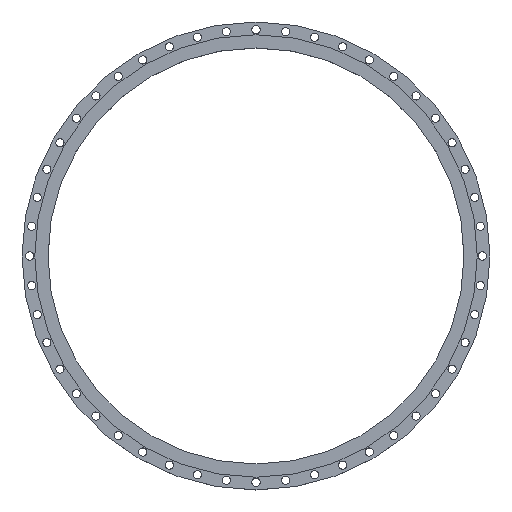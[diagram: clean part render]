
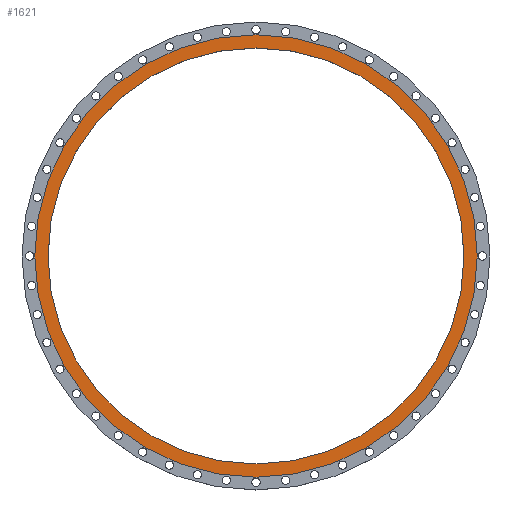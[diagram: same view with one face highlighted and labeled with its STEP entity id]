
A CAD part, top view. The second image highlights one B-rep face of the part: STEP entity #1621.
In plain terms, the highlighted planar face has unit normal (0, 0, 1).
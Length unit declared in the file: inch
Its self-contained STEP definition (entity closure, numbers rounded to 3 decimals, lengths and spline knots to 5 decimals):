
#141 = CARTESIAN_POINT ( 'NONE',  ( 0., 25.5, 0. ) ) ;
#177 = CARTESIAN_POINT ( 'NONE',  ( 27.125, 0., 0. ) ) ;
#203 = ORIENTED_EDGE ( 'NONE', *, *, #3409, .F. ) ;
#300 = DIRECTION ( 'NONE',  ( 0., 0., 1. ) ) ;
#346 = AXIS2_PLACEMENT_3D ( 'NONE', #1776, #840, #2078 ) ;
#456 = EDGE_LOOP ( 'NONE', ( #2203, #203 ) ) ;
#515 = EDGE_LOOP ( 'NONE', ( #2470, #890 ) ) ;
#607 = CARTESIAN_POINT ( 'NONE',  ( 0., 0., 0. ) ) ;
#745 = AXIS2_PLACEMENT_3D ( 'NONE', #1038, #2285, #3533 ) ;
#840 = DIRECTION ( 'NONE',  ( 0., 0., 1. ) ) ;
#887 = CIRCLE ( 'NONE', #3753, 27.125 ) ;
#890 = ORIENTED_EDGE ( 'NONE', *, *, #3715, .T. ) ;
#964 = DIRECTION ( 'NONE',  ( 1., 0., 0. ) ) ;
#1038 = CARTESIAN_POINT ( 'NONE',  ( 0., 0., 0. ) ) ;
#1190 = VERTEX_POINT ( 'NONE', #1797 ) ;
#1272 = CARTESIAN_POINT ( 'NONE',  ( 0., 0., 0. ) ) ;
#1621 = ADVANCED_FACE ( 'NONE', ( #3250, #2626 ), #2954, .F. ) ;
#1663 = EDGE_CURVE ( 'NONE', #2442, #1190, #2314, .T. ) ;
#1776 = CARTESIAN_POINT ( 'NONE',  ( 0., 0., 0. ) ) ;
#1797 = CARTESIAN_POINT ( 'NONE',  ( -25.5, 0., 0. ) ) ;
#1936 = CARTESIAN_POINT ( 'NONE',  ( -27.125, 0., 0. ) ) ;
#1971 = CARTESIAN_POINT ( 'NONE',  ( 25.5, 0., 0. ) ) ;
#2078 = DIRECTION ( 'NONE',  ( 1., 0., 0. ) ) ;
#2178 = VERTEX_POINT ( 'NONE', #177 ) ;
#2203 = ORIENTED_EDGE ( 'NONE', *, *, #1663, .F. ) ;
#2285 = DIRECTION ( 'NONE',  ( 0., 0., 1. ) ) ;
#2305 = DIRECTION ( 'NONE',  ( 0., 0., -1. ) ) ;
#2314 = CIRCLE ( 'NONE', #745, 25.5 ) ;
#2442 = VERTEX_POINT ( 'NONE', #1971 ) ;
#2470 = ORIENTED_EDGE ( 'NONE', *, *, #3610, .T. ) ;
#2495 = DIRECTION ( 'NONE',  ( 0., 0., 1. ) ) ;
#2506 = AXIS2_PLACEMENT_3D ( 'NONE', #141, #2305, #3554 ) ;
#2626 = FACE_OUTER_BOUND ( 'NONE', #515, .T. ) ;
#2954 = PLANE ( 'NONE',  #2506 ) ;
#3033 = CIRCLE ( 'NONE', #346, 25.5 ) ;
#3250 = FACE_BOUND ( 'NONE', #456, .T. ) ;
#3329 = VERTEX_POINT ( 'NONE', #1936 ) ;
#3409 = EDGE_CURVE ( 'NONE', #1190, #2442, #3033, .T. ) ;
#3533 = DIRECTION ( 'NONE',  ( 1., 0., 0. ) ) ;
#3554 = DIRECTION ( 'NONE',  ( -1., 0., 0. ) ) ;
#3567 = CIRCLE ( 'NONE', #3630, 27.125 ) ;
#3610 = EDGE_CURVE ( 'NONE', #2178, #3329, #887, .T. ) ;
#3630 = AXIS2_PLACEMENT_3D ( 'NONE', #607, #2495, #3786 ) ;
#3715 = EDGE_CURVE ( 'NONE', #3329, #2178, #3567, .T. ) ;
#3753 = AXIS2_PLACEMENT_3D ( 'NONE', #1272, #300, #964 ) ;
#3786 = DIRECTION ( 'NONE',  ( 1., 0., 0. ) ) ;
